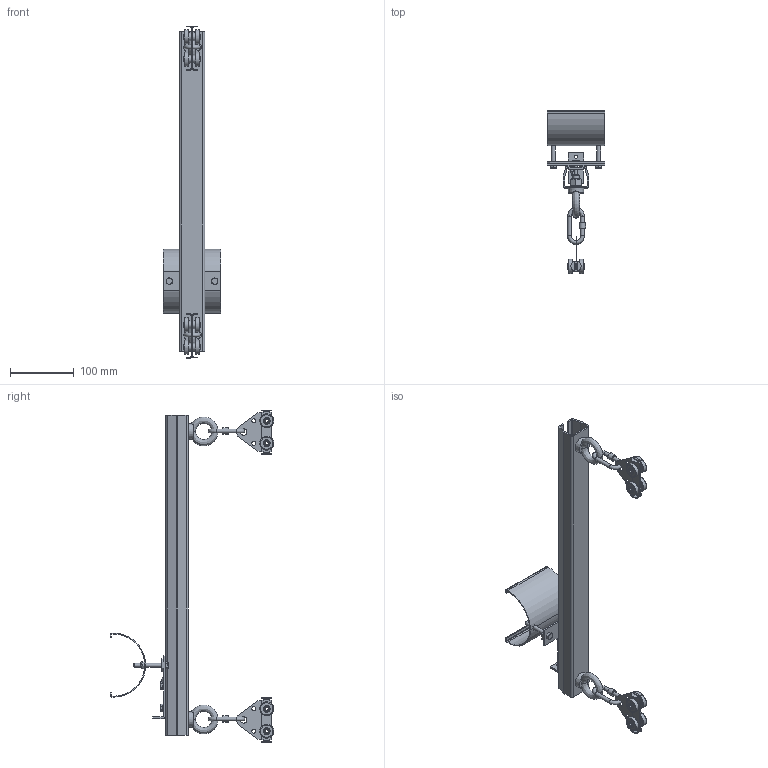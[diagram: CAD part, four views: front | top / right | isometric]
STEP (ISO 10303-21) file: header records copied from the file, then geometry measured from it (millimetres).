
FILE_DESCRIPTION(('STEP AP203'), '1');
FILE_NAME('Òåëåæêà äëÿ ïóëüòà óïðàâëåíèÿ 2 âàðèàíò', '', ('UNSPECIFIED'), ('UNSPECIFIED'), 'ASCON STEP Converter 1.3', 'ASCON Math Kernel', '');
FILE_SCHEMA(('CONFIG_CONTROL_DESIGN'));
Length unit declared in the file: millimetre
Bounding box: 90 x 255.49 x 518.8 mm (x, y, z)
Volume: 274249.7 mm3; surface area: 216754.1 mm2
Topology: 5 solids, 5 shells, 839 faces, 2043 edges, 1286 vertices
Faces by surface type: plane 520, cylinder 221, torus 34, bspline 32, cone 31, sphere 1
Full cylindrical faces by diameter (mm): 4 x1, 5 x7, 6 x14, 6.5 x4, 7 x2, 8 x17, 9 x4, 10 x6, 10.8 x16, 12 x8, 19.2 x16, 22 x8
Entity records: 52445 total; most frequent: CARTESIAN_POINT 26546, DIRECTION 3892, ORIENTED_EDGE 3758, EDGE_CURVE 1879, AXIS2_PLACEMENT_3D 1407, VERTEX_POINT 1285, EDGE_LOOP 1126, LINE 1078
